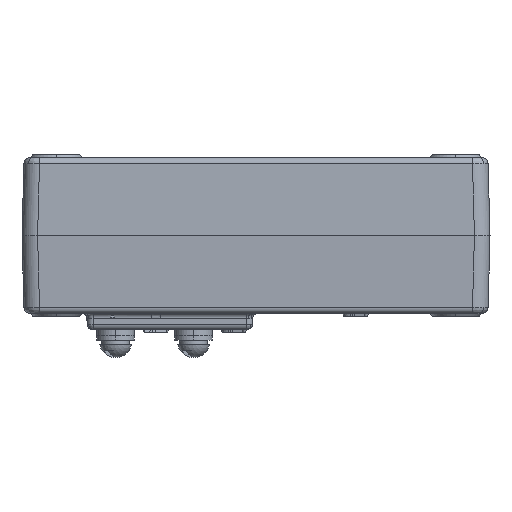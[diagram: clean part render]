
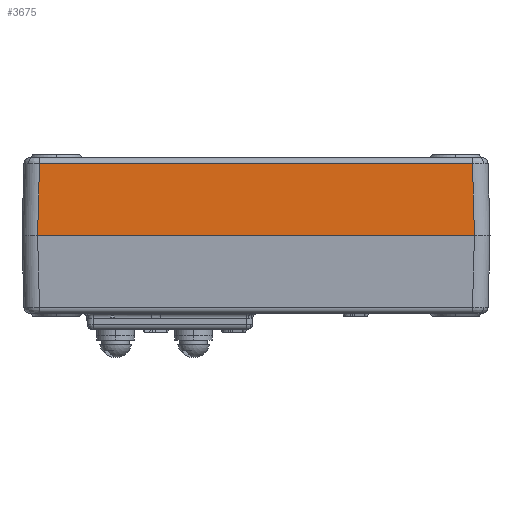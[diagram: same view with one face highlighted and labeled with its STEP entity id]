
A CAD part, left-side view. The second image highlights one B-rep face of the part: STEP entity #3675.
In plain terms, the highlighted planar face has unit normal (-1, 0, 0.026).
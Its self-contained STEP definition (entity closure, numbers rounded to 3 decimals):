
#836 = CARTESIAN_POINT ( 'NONE',  ( -319.396, -69.347, 23.052 ) ) ;
#840 = DIRECTION ( 'NONE',  ( 0., -1., 0. ) ) ;
#859 = CARTESIAN_POINT ( 'NONE',  ( -320.003, 70.005, -0.131 ) ) ;
#860 = DIRECTION ( 'NONE',  ( 0.026, -0.026, 0.999 ) ) ;
#891 = CARTESIAN_POINT ( 'NONE',  ( -320., 75., 0. ) ) ;
#895 = CARTESIAN_POINT ( 'NONE',  ( -319.901, -69.902, 3.792 ) ) ;
#896 = DIRECTION ( 'NONE',  ( -0.026, -0.026, -0.999 ) ) ;
#899 = DIRECTION ( 'NONE',  ( 0., 1., 0. ) ) ;
#1372 = VECTOR ( 'NONE', #840, 1000. ) ;
#1373 = LINE ( 'NONE', #836, #1372 ) ;
#1375 = LINE ( 'NONE', #859, #1379 ) ;
#1379 = VECTOR ( 'NONE', #860, 1000. ) ;
#1388 = LINE ( 'NONE', #895, #1394 ) ;
#1393 = LINE ( 'NONE', #891, #1395 ) ;
#1394 = VECTOR ( 'NONE', #896, 1000. ) ;
#1395 = VECTOR ( 'NONE', #899, 1000. ) ;
#2586 = CARTESIAN_POINT ( 'NONE',  ( -319.396, 69.398, 23.052 ) ) ;
#2670 = CARTESIAN_POINT ( 'NONE',  ( -319.396, -69.398, 23.052 ) ) ;
#2677 = CARTESIAN_POINT ( 'NONE',  ( -320., -70.002, 0. ) ) ;
#2679 = CARTESIAN_POINT ( 'NONE',  ( -320., 70.002, 0. ) ) ;
#3675 = ADVANCED_FACE ( 'NONE', ( #6185 ), #7750, .T. ) ;
#4085 = ORIENTED_EDGE ( 'NONE', *, *, #4655, .F. ) ;
#4086 = ORIENTED_EDGE ( 'NONE', *, *, #4669, .F. ) ;
#4087 = ORIENTED_EDGE ( 'NONE', *, *, #4668, .F. ) ;
#4088 = ORIENTED_EDGE ( 'NONE', *, *, #4649, .F. ) ;
#4649 = EDGE_CURVE ( 'NONE', #8294, #8378, #1373, .T. ) ;
#4655 = EDGE_CURVE ( 'NONE', #8387, #8294, #1375, .T. ) ;
#4668 = EDGE_CURVE ( 'NONE', #8378, #8385, #1388, .T. ) ;
#4669 = EDGE_CURVE ( 'NONE', #8385, #8387, #1393, .T. ) ;
#5418 = EDGE_LOOP ( 'NONE', ( #4085, #4086, #4087, #4088 ) ) ;
#6185 = FACE_OUTER_BOUND ( 'NONE', #5418, .T. ) ;
#6421 = AXIS2_PLACEMENT_3D ( 'NONE', #7748, #7753, #7754 ) ;
#7748 = CARTESIAN_POINT ( 'NONE',  ( -320., 75., 0. ) ) ;
#7750 = PLANE ( 'NONE',  #6421 ) ;
#7753 = DIRECTION ( 'NONE',  ( -1., 0., 0.026 ) ) ;
#7754 = DIRECTION ( 'NONE',  ( -0.026, 0., -1. ) ) ;
#8294 = VERTEX_POINT ( 'NONE', #2586 ) ;
#8378 = VERTEX_POINT ( 'NONE', #2670 ) ;
#8385 = VERTEX_POINT ( 'NONE', #2677 ) ;
#8387 = VERTEX_POINT ( 'NONE', #2679 ) ;
